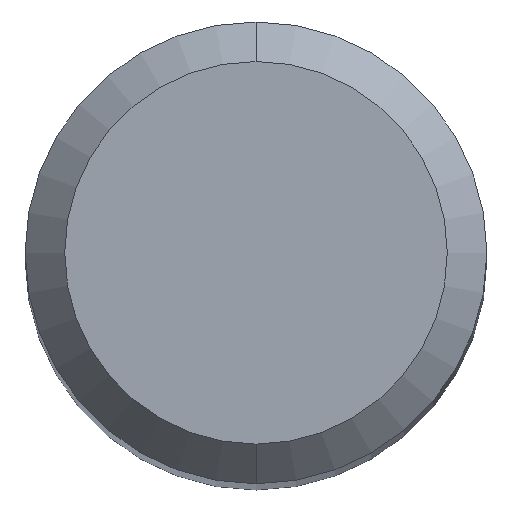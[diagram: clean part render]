
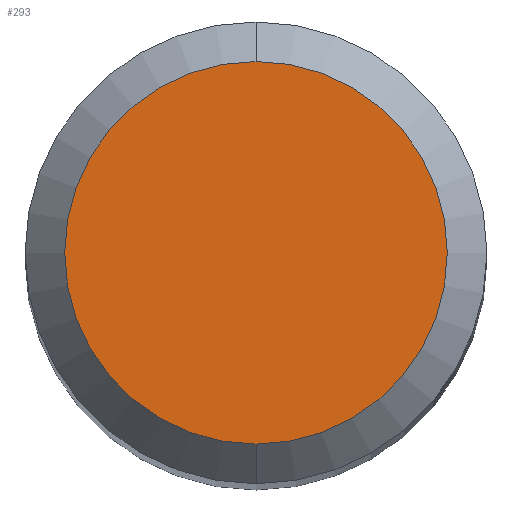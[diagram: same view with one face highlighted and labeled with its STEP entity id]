
A CAD part, top view. The second image highlights one B-rep face of the part: STEP entity #293.
In plain terms, the highlighted planar face has unit normal (0, 0, 1).
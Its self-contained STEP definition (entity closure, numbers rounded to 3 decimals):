
#167=VERTEX_POINT('',#390);
#253=EDGE_CURVE('',#313,#167,#486,.T.);
#293=ADVANCED_FACE('',(#530),#531,.T.);
#295=EDGE_CURVE('',#167,#313,#533,.T.);
#313=VERTEX_POINT('',#554);
#390=CARTESIAN_POINT('',(0.,-1.45,0.0));
#486=CIRCLE('',#761,1.45);
#530=FACE_OUTER_BOUND('',#815,.T.);
#531=PLANE('',#816);
#533=CIRCLE('',#819,1.45);
#554=CARTESIAN_POINT('',(0.0,1.45,0.0));
#761=AXIS2_PLACEMENT_3D('',#1053,#1054,#1055);
#815=EDGE_LOOP('',(#1103,#1104));
#816=AXIS2_PLACEMENT_3D('',#1105,#1106,#1107);
#819=AXIS2_PLACEMENT_3D('',#1108,#1109,#1110);
#1053=CARTESIAN_POINT('',(0.0,0.0,0.0));
#1054=DIRECTION('',(0.0,0.0,-1.0));
#1055=DIRECTION('',(0.0,1.0,0.0));
#1103=ORIENTED_EDGE('',*,*,#253,.F.);
#1104=ORIENTED_EDGE('',*,*,#295,.F.);
#1105=CARTESIAN_POINT('',(0.0,0.725,0.0));
#1106=DIRECTION('',(-0.0,0.0,1.0));
#1107=DIRECTION('',(0.0,-1.0,0.0));
#1108=CARTESIAN_POINT('',(0.0,0.0,0.0));
#1109=DIRECTION('',(0.0,0.0,-1.0));
#1110=DIRECTION('',(0.0,1.0,0.0));
